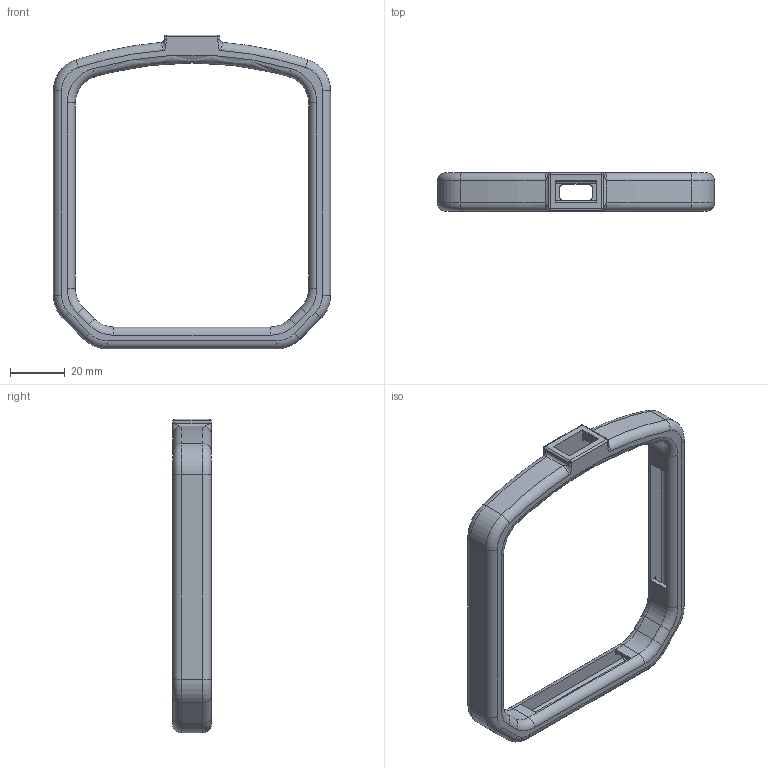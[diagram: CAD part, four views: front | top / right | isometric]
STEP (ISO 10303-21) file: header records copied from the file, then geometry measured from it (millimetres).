
FILE_DESCRIPTION(/* description */ (''),/* implementation_level */ '2;1');
FILE_NAME(/* name */ 'Grande Bague.step',/* time_stamp */ '2022-11-22T12:04:43+01:00',/* author */ (''),/* organization */ (''),/* preprocessor_version */ 'ST-DEVELOPER v19.2',/* originating_system */ 'Autodesk Translation Framework v11.17.0.187',/* authorisation */ '');
FILE_SCHEMA (('AUTOMOTIVE_DESIGN { 1 0 10303 214 3 1 1 }'));
Length unit declared in the file: millimetre
Products named in the file (1): Bague gd
Bounding box: 101.3 x 14 x 114.7 mm (x, y, z)
Volume: 21216.9 mm3; surface area: 20355 mm2
Topology: 1 solids, 1 shells, 219 faces, 556 edges, 332 vertices
Faces by surface type: cylinder 94, torus 62, plane 55, sphere 4, bspline 4
Full cylindrical faces by diameter (mm): 3.2 x2
Entity records: 7663 total; most frequent: CARTESIAN_POINT 2184, DIRECTION 1244, ORIENTED_EDGE 1112, EDGE_CURVE 556, AXIS2_PLACEMENT_3D 500, VERTEX_POINT 332, CIRCLE 284, LINE 244
